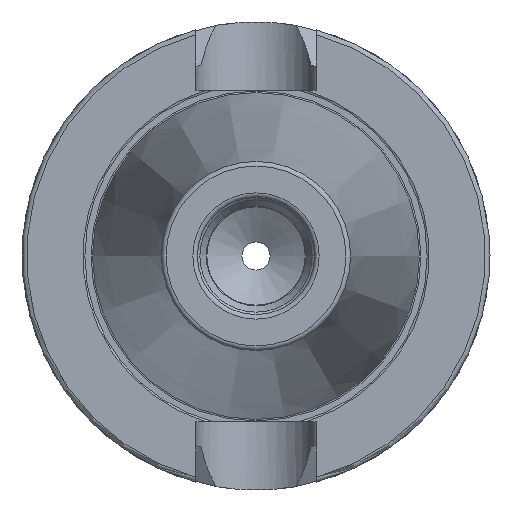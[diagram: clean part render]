
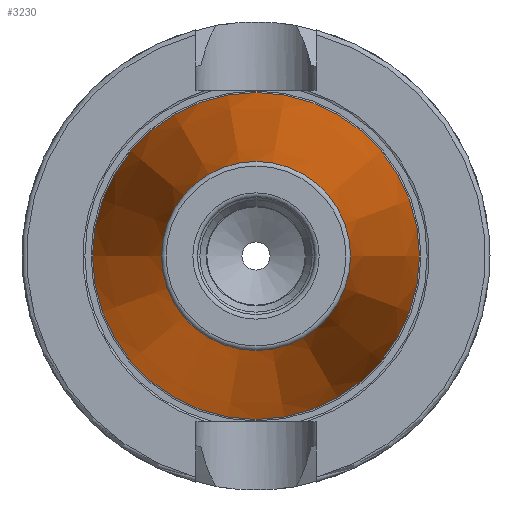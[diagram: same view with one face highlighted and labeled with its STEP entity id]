
A CAD part, left-side view. The second image highlights one B-rep face of the part: STEP entity #3230.
In plain terms, the highlighted conical face has half-angle 8.297 degrees and reference radius 27.564 mm.
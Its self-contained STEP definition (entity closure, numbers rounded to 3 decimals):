
#3188=CARTESIAN_POINT('',(-100.944,20.204,0.0));
#3189=VERTEX_POINT('',#3188);
#3190=CARTESIAN_POINT('',(-100.944,0.0,0.0));
#3191=DIRECTION('',(1.0,0.0,0.0));
#3192=DIRECTION('',(0.0,1.0,0.0));
#3193=AXIS2_PLACEMENT_3D('',#3190,#3191,#3192);
#3194=CIRCLE('',#3193,20.204);
#3195=EDGE_CURVE('',#3189,#3189,#3194,.T.);
#3211=CARTESIAN_POINT('',(-50.472,0.0,0.0));
#3212=DIRECTION('',(1.0,0.0,0.0));
#3213=DIRECTION('',(0.0,1.0,0.0));
#3214=AXIS2_PLACEMENT_3D('',#3211,#3212,#3213);
#3215=CONICAL_SURFACE('',#3214,27.564,8.297);
#3216=CARTESIAN_POINT('',(0.0,34.925,0.0));
#3217=VERTEX_POINT('',#3216);
#3218=CARTESIAN_POINT('',(0.0,0.0,0.0));
#3219=DIRECTION('',(1.0,0.0,0.0));
#3220=DIRECTION('',(0.0,1.0,0.0));
#3221=AXIS2_PLACEMENT_3D('',#3218,#3219,#3220);
#3222=CIRCLE('',#3221,34.925);
#3223=EDGE_CURVE('',#3217,#3217,#3222,.T.);
#3224=ORIENTED_EDGE('',*,*,#3223,.F.);
#3225=EDGE_LOOP('',(#3224));
#3226=FACE_OUTER_BOUND('',#3225,.T.);
#3227=ORIENTED_EDGE('',*,*,#3195,.T.);
#3228=EDGE_LOOP('',(#3227));
#3229=FACE_BOUND('',#3228,.T.);
#3230=ADVANCED_FACE('',(#3226,#3229),#3215,.T.);
